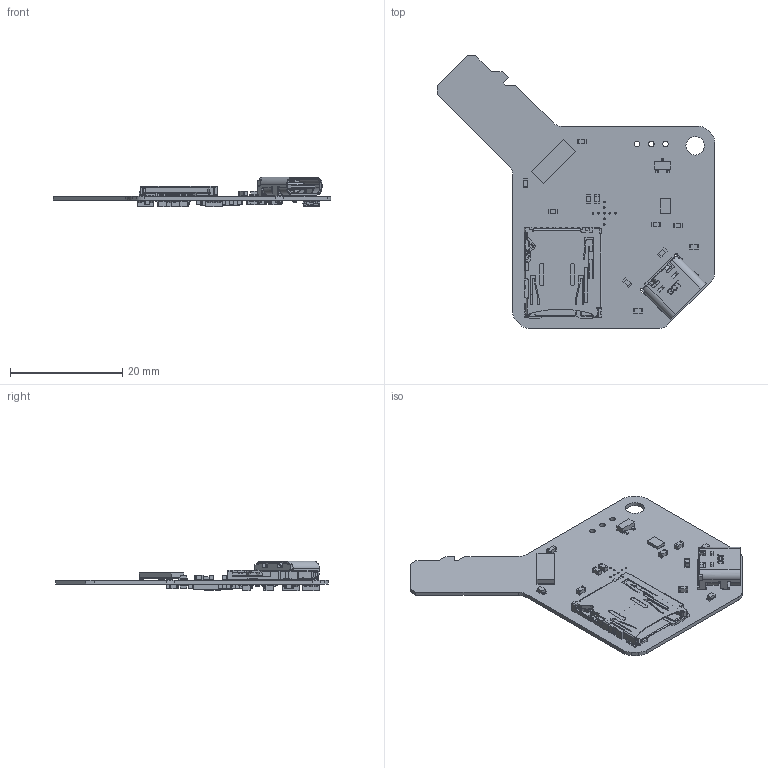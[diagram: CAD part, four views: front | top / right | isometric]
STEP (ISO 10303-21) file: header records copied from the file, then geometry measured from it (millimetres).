
FILE_DESCRIPTION(('FreeCAD Model'),'2;1');
FILE_NAME('Open CASCADE Shape Model','2025-10-28T09:32:14',(''),(''), 'Open CASCADE STEP processor 7.9','FreeCAD','Unknown');
FILE_SCHEMA(('AUTOMOTIVE_DESIGN { 1 0 10303 214 1 1 1 1 }'));
Length unit declared in the file: millimetre
Products named in the file (99): usb_sd_mux-S03_TI_Mux 1; SOT23_h1.005; SOT23_h1.1; SOT23_h1.002; SOT23_h1.003; SOT23_h1.004; chip_C_0603_h0.011; chip_C_0603_h0.8; chip_C_0603_h0.009; chip_C_0603_h0.010; WE_LED_0605; WE_LED_0603; WE_LED_0604; chip_C_0603_h0.015; chip_C_0603_h0.019; WE_LED_0608; chip_C_0603_h0.023; UQFN-16_1.8mmx2.6_Pitch0.4mm; BODY-SON1; FRAME-RSV0016A; SOLID; SOLID001; SOLID002; SOLID003; SOLID004; SOLID005; SOLID006; SOLID007; SOLID008; SOLID009; SOLID010; SOLID011; SOLID012; SOLID013; SOLID014; SOLID015; chip_C_0603_h0.027; USB4105_15_A_123; USB4105_15_A_121; USB4105_15_A_122 ...
Assembly tree (235 placements, depth 4):
  usb_sd_mux-S03_TI_Mux 1
    SOT23_h1.005
      SOT23_h1.1
      SOT23_h1.002
      SOT23_h1.003
      SOT23_h1.004
    chip_C_0603_h0.011
      chip_C_0603_h0.8
      chip_C_0603_h0.009
      chip_C_0603_h0.010
    WE_LED_0605
      WE_LED_0603
      WE_LED_0604
    chip_C_0603_h0.015
      chip_C_0603_h0.8
      chip_C_0603_h0.009
      chip_C_0603_h0.010
    chip_C_0603_h0.019
      chip_C_0603_h0.8
      chip_C_0603_h0.009
      chip_C_0603_h0.010
    WE_LED_0608
      WE_LED_0603
      WE_LED_0604
    chip_C_0603_h0.023
      chip_C_0603_h0.8
      chip_C_0603_h0.009
      chip_C_0603_h0.010
    UQFN-16_1.8mmx2.6_Pitch0.4mm
      BODY-SON1
      FRAME-RSV0016A
        SOLID
        SOLID001
        SOLID002
        SOLID003
        SOLID004
        SOLID005
        SOLID006
        SOLID007
        SOLID008
        SOLID009
        SOLID010
        SOLID011
        SOLID012
        SOLID013
        SOLID014
        SOLID015
    chip_C_0603_h0.027
      chip_C_0603_h0.8
      chip_C_0603_h0.009
      chip_C_0603_h0.010
    USB4105_15_A_123
      USB4105_15_A_121
      USB4105_15_A_122
    chip_C_0603_h0.031
      chip_C_0603_h0.8
      chip_C_0603_h0.009
      chip_C_0603_h0.010
    chip_C_0603_h0.035
      chip_C_0603_h0.8
Bounding box: 49.45 x 48.55 x 5.23 mm (x, y, z)
Volume: 1777.7 mm3; surface area: 6143.1 mm2
Topology: 185 solids, 185 shells, 3807 faces, 9917 edges, 6530 vertices
Faces by surface type: plane 3057, cylinder 675, cone 42, bspline 25, sphere 8
Full cylindrical faces by diameter (mm): 0.3 x9, 0.5 x2, 0.65 x2, 1 x3, 3.3 x1
Entity records: 75518 total; most frequent: CARTESIAN_POINT 14223, ORIENTED_EDGE 11592, DIRECTION 10957, EDGE_CURVE 5796, LINE 4517, VECTOR 4517, VERTEX_POINT 3798, AXIS2_PLACEMENT_3D 3220
